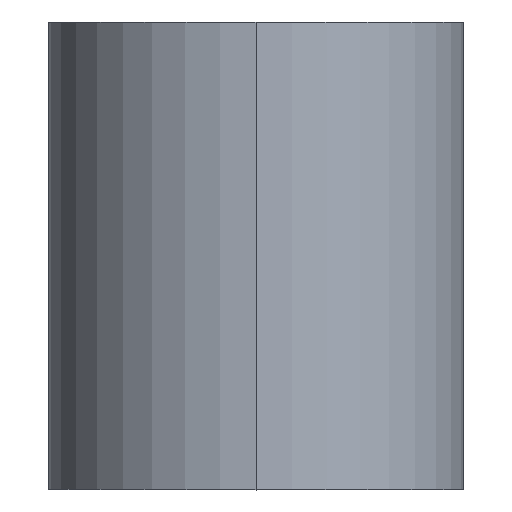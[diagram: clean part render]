
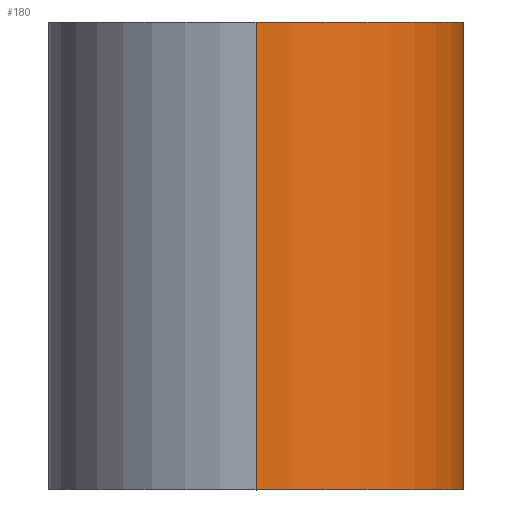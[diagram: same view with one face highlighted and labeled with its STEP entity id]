
A CAD part, top view. The second image highlights one B-rep face of the part: STEP entity #180.
In plain terms, the highlighted cylindrical face has radius 10 mm (diameter 20 mm), a partial arc.
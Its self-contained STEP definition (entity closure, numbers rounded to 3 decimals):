
#2 = CARTESIAN_POINT ( 'NONE',  ( 6.78, 4.253, 198.647 ) ) ;
#13 = CARTESIAN_POINT ( 'NONE',  ( 8., -0.278, 200. ) ) ;
#17 = CARTESIAN_POINT ( 'NONE',  ( 0., 8., 196. ) ) ;
#21 = CARTESIAN_POINT ( 'NONE',  ( 7.707, -2.16, 199.627 ) ) ;
#23 = CARTESIAN_POINT ( 'NONE',  ( 0., -11.25, 206. ) ) ;
#24 = VERTEX_POINT ( 'NONE', #160 ) ;
#26 = EDGE_CURVE ( 'NONE', #24, #168, #306, .T. ) ;
#30 = CARTESIAN_POINT ( 'NONE',  ( 1.374, -7.886, 196.091 ) ) ;
#31 = DIRECTION ( 'NONE',  ( 0., 1., 0. ) ) ;
#32 = VECTOR ( 'NONE', #353, 1000. ) ;
#33 = DIRECTION ( 'NONE',  ( 0., 0., -1. ) ) ;
#35 = CARTESIAN_POINT ( 'NONE',  ( 2.181, -7.716, 196.226 ) ) ;
#48 = CARTESIAN_POINT ( 'NONE',  ( 7.46, -2.901, 199.339 ) ) ;
#49 = AXIS2_PLACEMENT_3D ( 'NONE', #66, #221, #33 ) ;
#58 = CARTESIAN_POINT ( 'NONE',  ( 4.336, -6.728, 196.986 ) ) ;
#59 = B_SPLINE_CURVE_WITH_KNOTS ( 'NONE', 3,
 ( #278, #153, #408, #374, #30, #35, #214, #86, #249, #158, #58, #255, #280, #182, #410, #377, #341, #413, #370, #48, #144, #21, #241, #110, #268, #135, #13, #166 ),
 .UNSPECIFIED., .F., .F.,
 ( 4, 2, 2, 2, 2, 2, 2, 2, 2, 2, 2, 2, 2, 4 ),
 ( 0.013, 0.014, 0.015, 0.017, 0.017, 0.018, 0.02, 0.022, 0.022, 0.023, 0.024, 0.025, 0.026, 0.027 ),
 .UNSPECIFIED. ) ;
#60 = ORIENTED_EDGE ( 'NONE', *, *, #130, .F. ) ;
#61 = CARTESIAN_POINT ( 'NONE',  ( 7.72, 2.167, 199.641 ) ) ;
#64 = CARTESIAN_POINT ( 'NONE',  ( 4.959, 6.283, 197.313 ) ) ;
#65 = VECTOR ( 'NONE', #364, 1000. ) ;
#66 = CARTESIAN_POINT ( 'NONE',  ( 0., 11.25, 206. ) ) ;
#71 = ORIENTED_EDGE ( 'NONE', *, *, #400, .F. ) ;
#86 = CARTESIAN_POINT ( 'NONE',  ( 3.426, -7.234, 196.602 ) ) ;
#89 = CARTESIAN_POINT ( 'NONE',  ( 7.561, 2.662, 199.449 ) ) ;
#92 = CARTESIAN_POINT ( 'NONE',  ( 5.529, 5.787, 197.665 ) ) ;
#94 = CARTESIAN_POINT ( 'NONE',  ( 3.684, 7.121, 196.689 ) ) ;
#110 = CARTESIAN_POINT ( 'NONE',  ( 7.886, -1.374, 199.85 ) ) ;
#117 = CARTESIAN_POINT ( 'NONE',  ( 7.149, 3.599, 199.006 ) ) ;
#119 = CARTESIAN_POINT ( 'NONE',  ( 7.26, 3.369, 199.122 ) ) ;
#121 = VECTOR ( 'NONE', #236, 1000. ) ;
#123 = CARTESIAN_POINT ( 'NONE',  ( 4.133, 6.868, 196.882 ) ) ;
#125 = CARTESIAN_POINT ( 'NONE',  ( 6.056, 5.251, 198.031 ) ) ;
#130 = EDGE_CURVE ( 'NONE', #168, #302, #271, .T. ) ;
#135 = CARTESIAN_POINT ( 'NONE',  ( 7.985, -0.559, 199.98 ) ) ;
#137 = VERTEX_POINT ( 'NONE', #139 ) ;
#139 = CARTESIAN_POINT ( 'NONE',  ( 0., -11.25, 196. ) ) ;
#144 = CARTESIAN_POINT ( 'NONE',  ( 7.549, -2.66, 199.441 ) ) ;
#145 = ORIENTED_EDGE ( 'NONE', *, *, #26, .F. ) ;
#149 = ORIENTED_EDGE ( 'NONE', *, *, #190, .T. ) ;
#153 = CARTESIAN_POINT ( 'NONE',  ( 0.276, -8., 196. ) ) ;
#156 = CARTESIAN_POINT ( 'NONE',  ( 2.697, 7.537, 196.367 ) ) ;
#158 = CARTESIAN_POINT ( 'NONE',  ( 4.118, -6.864, 196.884 ) ) ;
#160 = CARTESIAN_POINT ( 'NONE',  ( 0., 11.25, 216. ) ) ;
#161 = FACE_OUTER_BOUND ( 'NONE', #356, .T. ) ;
#164 = ORIENTED_EDGE ( 'NONE', *, *, #173, .T. ) ;
#166 = CARTESIAN_POINT ( 'NONE',  ( 8., 0., 200. ) ) ;
#168 = VERTEX_POINT ( 'NONE', #212 ) ;
#169 = AXIS2_PLACEMENT_3D ( 'NONE', #23, #207, #395 ) ;
#173 = EDGE_CURVE ( 'NONE', #335, #302, #246, .T. ) ;
#180 = ADVANCED_FACE ( 'NONE', ( #161 ), #381, .T. ) ;
#182 = CARTESIAN_POINT ( 'NONE',  ( 6.054, -5.254, 198.029 ) ) ;
#184 = CARTESIAN_POINT ( 'NONE',  ( 4.758, 6.436, 197.202 ) ) ;
#186 = CARTESIAN_POINT ( 'NONE',  ( 7.986, 0.554, 199.981 ) ) ;
#190 = EDGE_CURVE ( 'NONE', #266, #335, #59, .T. ) ;
#207 = DIRECTION ( 'NONE',  ( 0., 1., 0. ) ) ;
#212 = CARTESIAN_POINT ( 'NONE',  ( 0., 11.25, 196. ) ) ;
#214 = CARTESIAN_POINT ( 'NONE',  ( 2.693, -7.552, 196.356 ) ) ;
#215 = VERTEX_POINT ( 'NONE', #399 ) ;
#216 = CARTESIAN_POINT ( 'NONE',  ( 2.182, 7.701, 196.237 ) ) ;
#217 = DIRECTION ( 'NONE',  ( 0., 0., 1. ) ) ;
#218 = CARTESIAN_POINT ( 'NONE',  ( 1.117, 7.941, 196.048 ) ) ;
#221 = DIRECTION ( 'NONE',  ( 0., -1., 0. ) ) ;
#227 = LINE ( 'NONE', #258, #32 ) ;
#236 = DIRECTION ( 'NONE',  ( 0., -1., 0. ) ) ;
#238 = ORIENTED_EDGE ( 'NONE', *, *, #282, .T. ) ;
#241 = CARTESIAN_POINT ( 'NONE',  ( 7.776, -1.901, 199.711 ) ) ;
#245 = CARTESIAN_POINT ( 'NONE',  ( 2.951, 7.441, 196.442 ) ) ;
#246 = B_SPLINE_CURVE_WITH_KNOTS ( 'NONE', 3,
 ( #338, #308, #186, #284, #252, #61, #89, #119, #117, #276, #2, #379, #125, #92, #343, #64, #184, #123, #94, #245, #156, #216, #311, #218, #314, #344 ),
 .UNSPECIFIED., .F., .F.,
 ( 4, 2, 2, 2, 2, 2, 2, 2, 2, 2, 2, 2, 4 ),
 ( 0.027, 0.027, 0.028, 0.03, 0.031, 0.032, 0.033, 0.034, 0.035, 0.036, 0.037, 0.038, 0.04 ),
 .UNSPECIFIED. ) ;
#249 = CARTESIAN_POINT ( 'NONE',  ( 3.663, -7.117, 196.692 ) ) ;
#252 = CARTESIAN_POINT ( 'NONE',  ( 7.886, 1.374, 199.85 ) ) ;
#253 = EDGE_CURVE ( 'NONE', #24, #215, #334, .T. ) ;
#255 = CARTESIAN_POINT ( 'NONE',  ( 4.966, -6.293, 197.308 ) ) ;
#258 = CARTESIAN_POINT ( 'NONE',  ( 0., 11.25, 196. ) ) ;
#266 = VERTEX_POINT ( 'NONE', #391 ) ;
#268 = CARTESIAN_POINT ( 'NONE',  ( 7.928, -1.106, 199.905 ) ) ;
#271 = LINE ( 'NONE', #297, #65 ) ;
#276 = CARTESIAN_POINT ( 'NONE',  ( 6.909, 4.041, 198.769 ) ) ;
#278 = CARTESIAN_POINT ( 'NONE',  ( 0., -8., 196. ) ) ;
#280 = CARTESIAN_POINT ( 'NONE',  ( 5.356, -5.964, 197.544 ) ) ;
#282 = EDGE_CURVE ( 'NONE', #215, #137, #349, .T. ) ;
#284 = CARTESIAN_POINT ( 'NONE',  ( 7.929, 1.101, 199.906 ) ) ;
#285 = CARTESIAN_POINT ( 'NONE',  ( 8., 0., 200. ) ) ;
#297 = CARTESIAN_POINT ( 'NONE',  ( 0., 11.25, 196. ) ) ;
#301 = CARTESIAN_POINT ( 'NONE',  ( 0., 11.25, 216. ) ) ;
#302 = VERTEX_POINT ( 'NONE', #17 ) ;
#306 = CIRCLE ( 'NONE', #405, 10. ) ;
#308 = CARTESIAN_POINT ( 'NONE',  ( 8., 0.278, 200. ) ) ;
#311 = CARTESIAN_POINT ( 'NONE',  ( 1.92, 7.771, 196.182 ) ) ;
#314 = CARTESIAN_POINT ( 'NONE',  ( 0.554, 8., 196. ) ) ;
#334 = LINE ( 'NONE', #301, #121 ) ;
#335 = VERTEX_POINT ( 'NONE', #285 ) ;
#338 = CARTESIAN_POINT ( 'NONE',  ( 8., 0., 200. ) ) ;
#341 = CARTESIAN_POINT ( 'NONE',  ( 6.912, -4.036, 198.771 ) ) ;
#343 = CARTESIAN_POINT ( 'NONE',  ( 5.344, 5.959, 197.544 ) ) ;
#344 = CARTESIAN_POINT ( 'NONE',  ( 0., 8., 196. ) ) ;
#349 = CIRCLE ( 'NONE', #169, 10. ) ;
#353 = DIRECTION ( 'NONE',  ( 0., -1., 0. ) ) ;
#356 = EDGE_LOOP ( 'NONE', ( #145, #411, #238, #71, #149, #164, #60 ) ) ;
#364 = DIRECTION ( 'NONE',  ( 0., -1., 0. ) ) ;
#370 = CARTESIAN_POINT ( 'NONE',  ( 7.261, -3.368, 199.122 ) ) ;
#374 = CARTESIAN_POINT ( 'NONE',  ( 1.099, -7.929, 196.057 ) ) ;
#377 = CARTESIAN_POINT ( 'NONE',  ( 6.782, -4.251, 198.649 ) ) ;
#379 = CARTESIAN_POINT ( 'NONE',  ( 6.367, 4.869, 198.28 ) ) ;
#381 = CYLINDRICAL_SURFACE ( 'NONE', #49, 10. ) ;
#391 = CARTESIAN_POINT ( 'NONE',  ( 0., -8., 196. ) ) ;
#395 = DIRECTION ( 'NONE',  ( 0., 0., 1. ) ) ;
#399 = CARTESIAN_POINT ( 'NONE',  ( 0., -11.25, 216. ) ) ;
#400 = EDGE_CURVE ( 'NONE', #266, #137, #227, .T. ) ;
#405 = AXIS2_PLACEMENT_3D ( 'NONE', #409, #31, #217 ) ;
#408 = CARTESIAN_POINT ( 'NONE',  ( 0.551, -7.986, 196.011 ) ) ;
#409 = CARTESIAN_POINT ( 'NONE',  ( 0., 11.25, 206. ) ) ;
#410 = CARTESIAN_POINT ( 'NONE',  ( 6.365, -4.871, 198.279 ) ) ;
#411 = ORIENTED_EDGE ( 'NONE', *, *, #253, .T. ) ;
#413 = CARTESIAN_POINT ( 'NONE',  ( 7.151, -3.595, 199.008 ) ) ;
